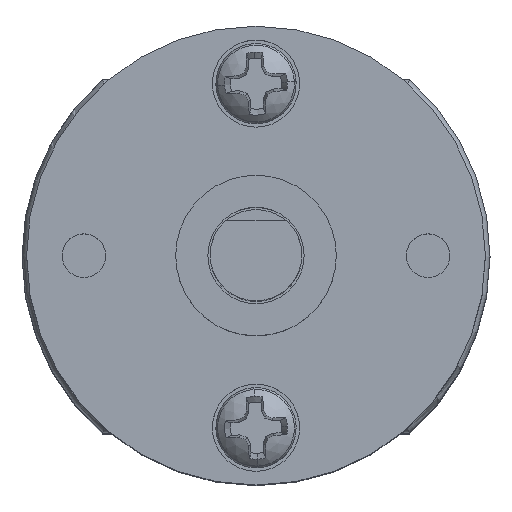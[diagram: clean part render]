
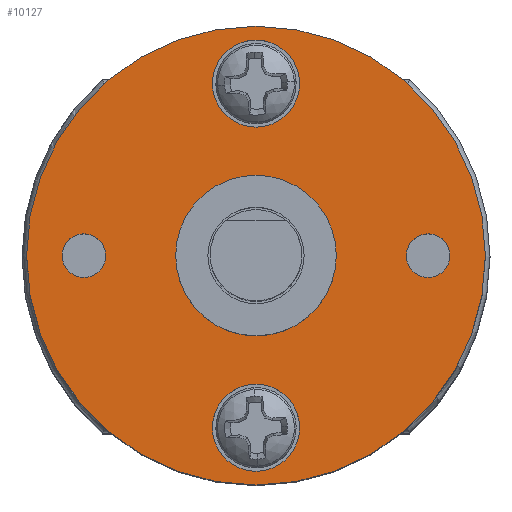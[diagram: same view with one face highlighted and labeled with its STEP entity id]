
A CAD part, top view. The second image highlights one B-rep face of the part: STEP entity #10127.
In plain terms, the highlighted planar face has unit normal (0, 0, 1).
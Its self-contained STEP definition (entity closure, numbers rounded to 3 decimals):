
#103 = CIRCLE ( 'NONE', #8814, 1.9 ) ;
#110 = EDGE_CURVE ( 'NONE', #20154, #13799, #11736, .T. ) ;
#118 = VERTEX_POINT ( 'NONE', #5154 ) ;
#183 = CARTESIAN_POINT ( 'NONE',  ( 23.894, 24.503, 45.507 ) ) ;
#315 = EDGE_LOOP ( 'NONE', ( #9464, #19511 ) ) ;
#327 = DIRECTION ( 'NONE',  ( 0., 1., 0. ) ) ;
#663 = EDGE_CURVE ( 'NONE', #12796, #18434, #13953, .T. ) ;
#685 = DIRECTION ( 'NONE',  ( 0., 0., -1. ) ) ;
#1036 = CARTESIAN_POINT ( 'NONE',  ( 23.894, 11.003, 45.507 ) ) ;
#1421 = CARTESIAN_POINT ( 'NONE',  ( 23.894, 15.403, 45.507 ) ) ;
#1442 = DIRECTION ( 'NONE',  ( 0., 0., -1. ) ) ;
#1450 = ORIENTED_EDGE ( 'NONE', *, *, #2698, .F. ) ;
#2251 = DIRECTION ( 'NONE',  ( 0., 0., 1. ) ) ;
#2279 = DIRECTION ( 'NONE',  ( 0., 0., 1. ) ) ;
#2430 = FACE_BOUND ( 'NONE', #10084, .T. ) ;
#2512 = DIRECTION ( 'NONE',  ( 0., 0., 1. ) ) ;
#2698 = EDGE_CURVE ( 'NONE', #10795, #17753, #7624, .T. ) ;
#2735 = AXIS2_PLACEMENT_3D ( 'NONE', #18092, #7986, #11941 ) ;
#2771 = CIRCLE ( 'NONE', #20698, 0.95 ) ;
#2861 = DIRECTION ( 'NONE',  ( 0., 0., 1. ) ) ;
#3376 = ORIENTED_EDGE ( 'NONE', *, *, #10245, .T. ) ;
#3937 = DIRECTION ( 'NONE',  ( 0., 1., 0. ) ) ;
#4089 = CARTESIAN_POINT ( 'NONE',  ( 23.894, 28.503, 45.507 ) ) ;
#4103 = AXIS2_PLACEMENT_3D ( 'NONE', #12161, #2279, #3937 ) ;
#4155 = EDGE_LOOP ( 'NONE', ( #5455, #3376 ) ) ;
#4755 = ORIENTED_EDGE ( 'NONE', *, *, #110, .F. ) ;
#4935 = EDGE_LOOP ( 'NONE', ( #16132, #13947 ) ) ;
#5154 = CARTESIAN_POINT ( 'NONE',  ( 23.894, 17.503, 45.507 ) ) ;
#5455 = ORIENTED_EDGE ( 'NONE', *, *, #7171, .T. ) ;
#5739 = CARTESIAN_POINT ( 'NONE',  ( 23.894, 13.503, 45.507 ) ) ;
#5746 = DIRECTION ( 'NONE',  ( 0., 0., -1. ) ) ;
#5814 = DIRECTION ( 'NONE',  ( 0., 0., 1. ) ) ;
#6106 = VERTEX_POINT ( 'NONE', #1421 ) ;
#6152 = CARTESIAN_POINT ( 'NONE',  ( 16.394, 21.003, 45.507 ) ) ;
#6340 = CARTESIAN_POINT ( 'NONE',  ( 31.394, 21.003, 45.507 ) ) ;
#6780 = CARTESIAN_POINT ( 'NONE',  ( 23.894, 26.603, 45.507 ) ) ;
#6887 = CARTESIAN_POINT ( 'NONE',  ( 16.394, 20.053, 45.507 ) ) ;
#7171 = EDGE_CURVE ( 'NONE', #11100, #13330, #103, .T. ) ;
#7254 = CIRCLE ( 'NONE', #10186, 3.5 ) ;
#7341 = ORIENTED_EDGE ( 'NONE', *, *, #12666, .F. ) ;
#7479 = AXIS2_PLACEMENT_3D ( 'NONE', #20234, #685, #12058 ) ;
#7624 = CIRCLE ( 'NONE', #16587, 0.95 ) ;
#7812 = CIRCLE ( 'NONE', #21071, 1.9 ) ;
#7879 = FACE_OUTER_BOUND ( 'NONE', #16537, .T. ) ;
#7986 = DIRECTION ( 'NONE',  ( 0., 0., 1. ) ) ;
#8066 = DIRECTION ( 'NONE',  ( 0., 0., 1. ) ) ;
#8340 = CARTESIAN_POINT ( 'NONE',  ( 23.894, 28.503, 45.507 ) ) ;
#8485 = DIRECTION ( 'NONE',  ( 0., 0., -1. ) ) ;
#8632 = CIRCLE ( 'NONE', #8989, 1.9 ) ;
#8637 = CARTESIAN_POINT ( 'NONE',  ( 23.894, 21.003, 45.507 ) ) ;
#8701 = DIRECTION ( 'NONE',  ( 0., 1., 0. ) ) ;
#8718 = DIRECTION ( 'NONE',  ( 0., 1., 0. ) ) ;
#8814 = AXIS2_PLACEMENT_3D ( 'NONE', #8340, #1442, #14587 ) ;
#8989 = AXIS2_PLACEMENT_3D ( 'NONE', #4089, #5746, #17119 ) ;
#9050 = DIRECTION ( 'NONE',  ( 0., -1., 0. ) ) ;
#9126 = AXIS2_PLACEMENT_3D ( 'NONE', #10677, #15613, #18632 ) ;
#9464 = ORIENTED_EDGE ( 'NONE', *, *, #18968, .F. ) ;
#9601 = DIRECTION ( 'NONE',  ( 0., -1., 0. ) ) ;
#10084 = EDGE_LOOP ( 'NONE', ( #10937, #7341 ) ) ;
#10127 = ADVANCED_FACE ( 'NONE', ( #17640, #18151, #12256, #7879, #2430, #10196 ), #11391, .F. ) ;
#10186 = AXIS2_PLACEMENT_3D ( 'NONE', #13633, #2251, #327 ) ;
#10196 = FACE_BOUND ( 'NONE', #4155, .T. ) ;
#10245 = EDGE_CURVE ( 'NONE', #13330, #11100, #8632, .T. ) ;
#10561 = AXIS2_PLACEMENT_3D ( 'NONE', #6152, #2861, #9601 ) ;
#10677 = CARTESIAN_POINT ( 'NONE',  ( 23.894, 13.503, 45.507 ) ) ;
#10795 = VERTEX_POINT ( 'NONE', #16186 ) ;
#10937 = ORIENTED_EDGE ( 'NONE', *, *, #16349, .F. ) ;
#11100 = VERTEX_POINT ( 'NONE', #6780 ) ;
#11391 = PLANE ( 'NONE',  #17098 ) ;
#11736 = CIRCLE ( 'NONE', #12122, 10. ) ;
#11941 = DIRECTION ( 'NONE',  ( 0., -1., 0. ) ) ;
#12058 = DIRECTION ( 'NONE',  ( 0., 1., 0. ) ) ;
#12122 = AXIS2_PLACEMENT_3D ( 'NONE', #13651, #15082, #8701 ) ;
#12161 = CARTESIAN_POINT ( 'NONE',  ( 23.894, 21.003, 45.507 ) ) ;
#12256 = FACE_BOUND ( 'NONE', #4935, .T. ) ;
#12397 = CARTESIAN_POINT ( 'NONE',  ( 16.394, 21.003, 45.507 ) ) ;
#12666 = EDGE_CURVE ( 'NONE', #118, #17663, #7254, .T. ) ;
#12796 = VERTEX_POINT ( 'NONE', #15132 ) ;
#12944 = CARTESIAN_POINT ( 'NONE',  ( 23.894, 31.003, 45.507 ) ) ;
#13330 = VERTEX_POINT ( 'NONE', #13936 ) ;
#13425 = CARTESIAN_POINT ( 'NONE',  ( 31.394, 21.953, 45.507 ) ) ;
#13633 = CARTESIAN_POINT ( 'NONE',  ( 23.894, 21.003, 45.507 ) ) ;
#13651 = CARTESIAN_POINT ( 'NONE',  ( 23.894, 21.003, 45.507 ) ) ;
#13799 = VERTEX_POINT ( 'NONE', #1036 ) ;
#13857 = EDGE_LOOP ( 'NONE', ( #19640, #1450 ) ) ;
#13898 = VERTEX_POINT ( 'NONE', #21141 ) ;
#13936 = CARTESIAN_POINT ( 'NONE',  ( 23.894, 30.403, 45.507 ) ) ;
#13947 = ORIENTED_EDGE ( 'NONE', *, *, #19410, .F. ) ;
#13953 = CIRCLE ( 'NONE', #2735, 0.95 ) ;
#14018 = EDGE_CURVE ( 'NONE', #17753, #10795, #18981, .T. ) ;
#14587 = DIRECTION ( 'NONE',  ( 0., 1., 0. ) ) ;
#15082 = DIRECTION ( 'NONE',  ( 0., 0., -1. ) ) ;
#15132 = CARTESIAN_POINT ( 'NONE',  ( 31.394, 20.053, 45.507 ) ) ;
#15613 = DIRECTION ( 'NONE',  ( 0., 0., 1. ) ) ;
#16132 = ORIENTED_EDGE ( 'NONE', *, *, #663, .F. ) ;
#16169 = CIRCLE ( 'NONE', #7479, 10. ) ;
#16186 = CARTESIAN_POINT ( 'NONE',  ( 16.394, 21.953, 45.507 ) ) ;
#16349 = EDGE_CURVE ( 'NONE', #17663, #118, #21121, .T. ) ;
#16537 = EDGE_LOOP ( 'NONE', ( #17313, #4755 ) ) ;
#16587 = AXIS2_PLACEMENT_3D ( 'NONE', #12397, #2512, #20444 ) ;
#16732 = CIRCLE ( 'NONE', #9126, 1.9 ) ;
#17098 = AXIS2_PLACEMENT_3D ( 'NONE', #8637, #8485, #8718 ) ;
#17119 = DIRECTION ( 'NONE',  ( 0., 1., 0. ) ) ;
#17313 = ORIENTED_EDGE ( 'NONE', *, *, #19528, .F. ) ;
#17640 = FACE_BOUND ( 'NONE', #315, .T. ) ;
#17663 = VERTEX_POINT ( 'NONE', #183 ) ;
#17753 = VERTEX_POINT ( 'NONE', #6887 ) ;
#18092 = CARTESIAN_POINT ( 'NONE',  ( 31.394, 21.003, 45.507 ) ) ;
#18136 = EDGE_CURVE ( 'NONE', #6106, #13898, #7812, .T. ) ;
#18151 = FACE_BOUND ( 'NONE', #13857, .T. ) ;
#18434 = VERTEX_POINT ( 'NONE', #13425 ) ;
#18632 = DIRECTION ( 'NONE',  ( 0., -1., 0. ) ) ;
#18968 = EDGE_CURVE ( 'NONE', #13898, #6106, #16732, .T. ) ;
#18971 = DIRECTION ( 'NONE',  ( 0., -1., 0. ) ) ;
#18981 = CIRCLE ( 'NONE', #10561, 0.95 ) ;
#19410 = EDGE_CURVE ( 'NONE', #18434, #12796, #2771, .T. ) ;
#19511 = ORIENTED_EDGE ( 'NONE', *, *, #18136, .F. ) ;
#19528 = EDGE_CURVE ( 'NONE', #13799, #20154, #16169, .T. ) ;
#19640 = ORIENTED_EDGE ( 'NONE', *, *, #14018, .F. ) ;
#20154 = VERTEX_POINT ( 'NONE', #12944 ) ;
#20234 = CARTESIAN_POINT ( 'NONE',  ( 23.894, 21.003, 45.507 ) ) ;
#20444 = DIRECTION ( 'NONE',  ( 0., -1., 0. ) ) ;
#20698 = AXIS2_PLACEMENT_3D ( 'NONE', #6340, #8066, #9050 ) ;
#21071 = AXIS2_PLACEMENT_3D ( 'NONE', #5739, #5814, #18971 ) ;
#21121 = CIRCLE ( 'NONE', #4103, 3.5 ) ;
#21141 = CARTESIAN_POINT ( 'NONE',  ( 23.894, 11.603, 45.507 ) ) ;
